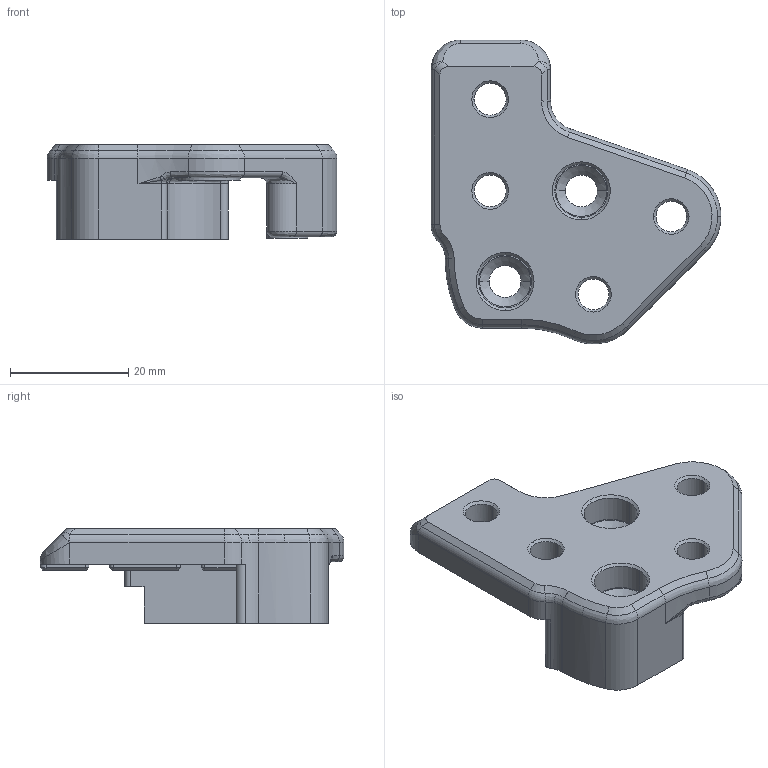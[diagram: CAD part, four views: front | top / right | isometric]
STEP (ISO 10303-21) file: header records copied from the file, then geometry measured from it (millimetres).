
FILE_DESCRIPTION (( 'STEP AP214' ), '1' );
FILE_NAME ('XY JOINT 2 TOP MGN12.STEP', '2020-12-22T23:01:33', ( '' ), ( '' ), 'SwSTEP 2.0', 'SolidWorks 2014', '' );
FILE_SCHEMA (( 'AUTOMOTIVE_DESIGN' ));
Length unit declared in the file: millimetre
Products named in the file (2): XY JOINT 2 TOP MGN12
Bounding box: 49.02 x 51.37 x 16 mm (x, y, z)
Volume: 14139 mm3; surface area: 6720.6 mm2
Topology: 1 solids, 1 shells, 185 faces, 465 edges, 277 vertices
Faces by surface type: cylinder 67, plane 44, cone 39, bspline 34, torus 1
Entity records: 8514 total; most frequent: CARTESIAN_POINT 2212, DIRECTION 924, ORIENTED_EDGE 918, EDGE_CURVE 459, AXIS2_PLACEMENT_3D 363, VERTEX_POINT 277, CIRCLE 210, VECTOR 198
